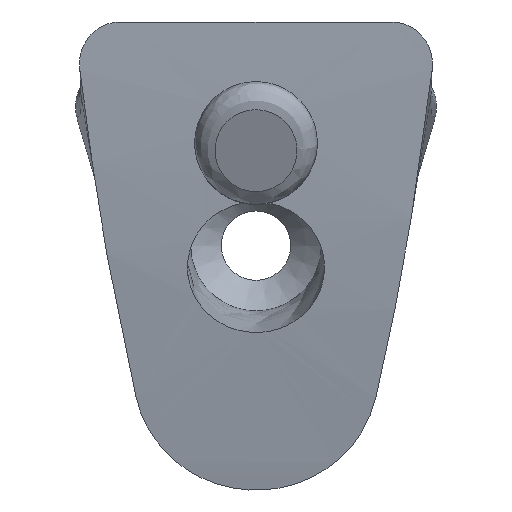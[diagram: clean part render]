
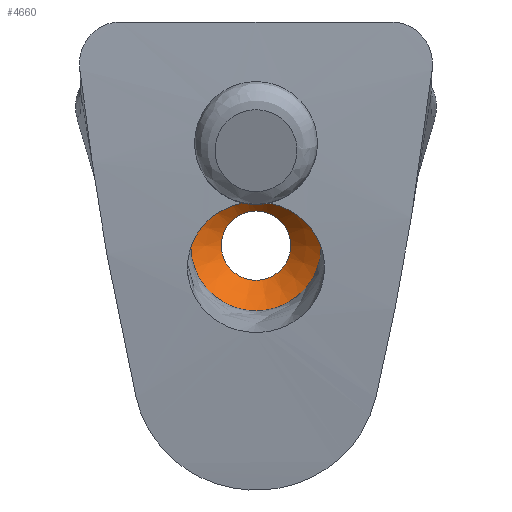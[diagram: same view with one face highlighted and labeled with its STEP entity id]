
A CAD part, top view. The second image highlights one B-rep face of the part: STEP entity #4660.
In plain terms, the highlighted conical face has half-angle 45 degrees and reference radius 3.25 mm.
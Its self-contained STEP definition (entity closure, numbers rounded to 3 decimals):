
#4201 = PLANE('',#4202);
#4202 = AXIS2_PLACEMENT_3D('',#4203,#4204,#4205);
#4203 = CARTESIAN_POINT('',(0.,-297.,14.));
#4204 = DIRECTION('',(0.,0.,1.));
#4205 = DIRECTION('',(1.,0.,0.));
#4584 = EDGE_CURVE('',#4585,#4585,#4587,.T.);
#4585 = VERTEX_POINT('',#4586);
#4586 = CARTESIAN_POINT('',(3.25,-297.,14.));
#4587 = SURFACE_CURVE('',#4588,(#4593,#4600),.PCURVE_S1.);
#4588 = CIRCLE('',#4589,3.25);
#4589 = AXIS2_PLACEMENT_3D('',#4590,#4591,#4592);
#4590 = CARTESIAN_POINT('',(0.,-297.,14.));
#4591 = DIRECTION('',(0.,0.,1.));
#4592 = DIRECTION('',(1.,0.,0.));
#4593 = PCURVE('',#4201,#4594);
#4594 = DEFINITIONAL_REPRESENTATION('',(#4595),#4599);
#4595 = CIRCLE('',#4596,3.25);
#4596 = AXIS2_PLACEMENT_2D('',#4597,#4598);
#4597 = CARTESIAN_POINT('',(0.,0.));
#4598 = DIRECTION('',(1.,-0.));
#4599 = ( GEOMETRIC_REPRESENTATION_CONTEXT(2) 
PARAMETRIC_REPRESENTATION_CONTEXT() REPRESENTATION_CONTEXT('2D SPACE',''
  ) );
#4600 = PCURVE('',#4601,#4606);
#4601 = CONICAL_SURFACE('',#4602,3.25,0.785);
#4602 = AXIS2_PLACEMENT_3D('',#4603,#4604,#4605);
#4603 = CARTESIAN_POINT('',(0.,-297.,14.));
#4604 = DIRECTION('',(0.,0.,1.));
#4605 = DIRECTION('',(1.,0.,0.));
#4606 = DEFINITIONAL_REPRESENTATION('',(#4607),#4611);
#4607 = LINE('',#4608,#4609);
#4608 = CARTESIAN_POINT('',(0.,-0.));
#4609 = VECTOR('',#4610,1.);
#4610 = DIRECTION('',(1.,-0.));
#4611 = ( GEOMETRIC_REPRESENTATION_CONTEXT(2) 
PARAMETRIC_REPRESENTATION_CONTEXT() REPRESENTATION_CONTEXT('2D SPACE',''
  ) );
#4649 = CYLINDRICAL_SURFACE('',#4650,1.7);
#4650 = AXIS2_PLACEMENT_3D('',#4651,#4652,#4653);
#4651 = CARTESIAN_POINT('',(0.,-297.,12.45));
#4652 = DIRECTION('',(-0.,-0.,-1.));
#4653 = DIRECTION('',(1.,0.,0.));
#4660 = ADVANCED_FACE('',(#4661),#4601,.F.);
#4661 = FACE_BOUND('',#4662,.T.);
#4662 = EDGE_LOOP('',(#4663,#4664,#4687,#4709));
#4663 = ORIENTED_EDGE('',*,*,#4584,.T.);
#4664 = ORIENTED_EDGE('',*,*,#4665,.T.);
#4665 = EDGE_CURVE('',#4585,#4666,#4668,.T.);
#4666 = VERTEX_POINT('',#4667);
#4667 = CARTESIAN_POINT('',(1.7,-297.,12.45));
#4668 = SEAM_CURVE('',#4669,(#4673,#4680),.PCURVE_S1.);
#4669 = LINE('',#4670,#4671);
#4670 = CARTESIAN_POINT('',(3.25,-297.,14.));
#4671 = VECTOR('',#4672,1.);
#4672 = DIRECTION('',(-0.707,0.,-0.707));
#4673 = PCURVE('',#4601,#4674);
#4674 = DEFINITIONAL_REPRESENTATION('',(#4675),#4679);
#4675 = LINE('',#4676,#4677);
#4676 = CARTESIAN_POINT('',(0.,-0.));
#4677 = VECTOR('',#4678,1.);
#4678 = DIRECTION('',(0.,-1.));
#4679 = ( GEOMETRIC_REPRESENTATION_CONTEXT(2) 
PARAMETRIC_REPRESENTATION_CONTEXT() REPRESENTATION_CONTEXT('2D SPACE',''
  ) );
#4680 = PCURVE('',#4601,#4681);
#4681 = DEFINITIONAL_REPRESENTATION('',(#4682),#4686);
#4682 = LINE('',#4683,#4684);
#4683 = CARTESIAN_POINT('',(6.283,-0.));
#4684 = VECTOR('',#4685,1.);
#4685 = DIRECTION('',(0.,-1.));
#4686 = ( GEOMETRIC_REPRESENTATION_CONTEXT(2) 
PARAMETRIC_REPRESENTATION_CONTEXT() REPRESENTATION_CONTEXT('2D SPACE',''
  ) );
#4687 = ORIENTED_EDGE('',*,*,#4688,.F.);
#4688 = EDGE_CURVE('',#4666,#4666,#4689,.T.);
#4689 = SURFACE_CURVE('',#4690,(#4695,#4702),.PCURVE_S1.);
#4690 = CIRCLE('',#4691,1.7);
#4691 = AXIS2_PLACEMENT_3D('',#4692,#4693,#4694);
#4692 = CARTESIAN_POINT('',(0.,-297.,12.45));
#4693 = DIRECTION('',(0.,0.,1.));
#4694 = DIRECTION('',(1.,0.,0.));
#4695 = PCURVE('',#4601,#4696);
#4696 = DEFINITIONAL_REPRESENTATION('',(#4697),#4701);
#4697 = LINE('',#4698,#4699);
#4698 = CARTESIAN_POINT('',(0.,-1.55));
#4699 = VECTOR('',#4700,1.);
#4700 = DIRECTION('',(1.,-0.));
#4701 = ( GEOMETRIC_REPRESENTATION_CONTEXT(2) 
PARAMETRIC_REPRESENTATION_CONTEXT() REPRESENTATION_CONTEXT('2D SPACE',''
  ) );
#4702 = PCURVE('',#4649,#4703);
#4703 = DEFINITIONAL_REPRESENTATION('',(#4704),#4708);
#4704 = LINE('',#4705,#4706);
#4705 = CARTESIAN_POINT('',(-0.,0.));
#4706 = VECTOR('',#4707,1.);
#4707 = DIRECTION('',(-1.,0.));
#4708 = ( GEOMETRIC_REPRESENTATION_CONTEXT(2) 
PARAMETRIC_REPRESENTATION_CONTEXT() REPRESENTATION_CONTEXT('2D SPACE',''
  ) );
#4709 = ORIENTED_EDGE('',*,*,#4665,.F.);
